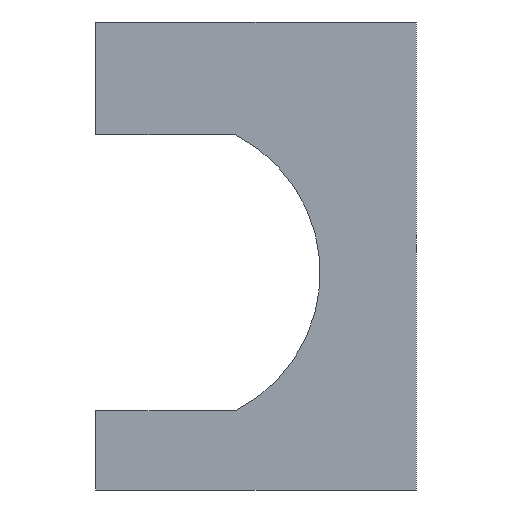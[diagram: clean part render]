
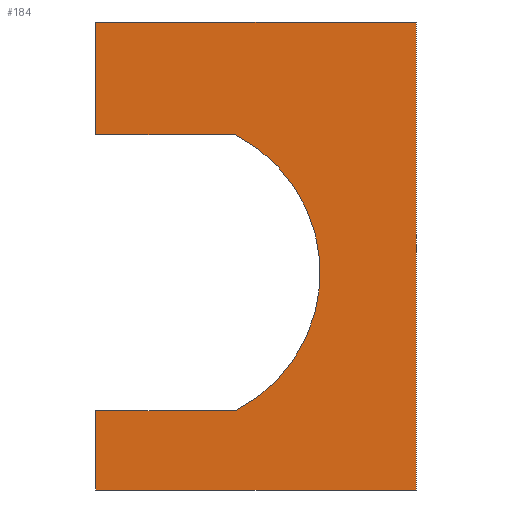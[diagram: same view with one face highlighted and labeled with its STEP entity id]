
A CAD part, left-side view. The second image highlights one B-rep face of the part: STEP entity #184.
In plain terms, the highlighted free-form (B-spline) face has degree [1, 1] with [2, 2] control points.
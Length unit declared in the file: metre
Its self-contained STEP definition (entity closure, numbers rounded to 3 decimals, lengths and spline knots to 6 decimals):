
#19=B_SPLINE_SURFACE_WITH_KNOTS('',1,1,((#306,#307),(#308,#309)),
 .PLANE_SURF.,.F.,.F.,.F.,(2,2),(2,2),(0.,1.),(0.,1.),.UNSPECIFIED.);
#24=LINE('',#252,#46);
#27=LINE('',#261,#49);
#30=LINE('',#270,#52);
#33=LINE('',#279,#55);
#36=LINE('',#288,#58);
#39=LINE('',#297,#61);
#42=LINE('',#305,#64);
#46=VECTOR('',#210,1.);
#49=VECTOR('',#213,1.);
#52=VECTOR('',#216,1.);
#55=VECTOR('',#219,1.);
#58=VECTOR('',#222,1.);
#61=VECTOR('',#225,1.);
#64=VECTOR('',#228,1.);
#97=ORIENTED_EDGE('',*,*,#115,.T.);
#98=ORIENTED_EDGE('',*,*,#136,.T.);
#99=ORIENTED_EDGE('',*,*,#133,.T.);
#100=ORIENTED_EDGE('',*,*,#130,.T.);
#101=ORIENTED_EDGE('',*,*,#127,.F.);
#102=ORIENTED_EDGE('',*,*,#124,.F.);
#103=ORIENTED_EDGE('',*,*,#121,.F.);
#104=ORIENTED_EDGE('',*,*,#118,.F.);
#115=EDGE_CURVE('',#140,#139,#154,.T.);
#118=EDGE_CURVE('',#140,#142,#24,.T.);
#121=EDGE_CURVE('',#142,#144,#27,.T.);
#124=EDGE_CURVE('',#144,#146,#30,.T.);
#127=EDGE_CURVE('',#146,#148,#33,.T.);
#130=EDGE_CURVE('',#150,#148,#36,.T.);
#133=EDGE_CURVE('',#152,#150,#39,.T.);
#136=EDGE_CURVE('',#139,#152,#42,.T.);
#139=VERTEX_POINT('',#242);
#140=VERTEX_POINT('',#244);
#142=VERTEX_POINT('',#253);
#144=VERTEX_POINT('',#262);
#146=VERTEX_POINT('',#271);
#148=VERTEX_POINT('',#280);
#150=VERTEX_POINT('',#289);
#152=VERTEX_POINT('',#298);
#154=CIRCLE('',#200,0.0185);
#163=EDGE_LOOP('',(#97,#98,#99,#100,#101,#102,#103,#104));
#173=FACE_BOUND('',#163,.T.);
#184=ADVANCED_FACE('',(#173),#19,.F.);
#200=AXIS2_PLACEMENT_3D('',#243,#206,#207);
#206=DIRECTION('',(1.,0.,0.));
#207=DIRECTION('',(0.,0.,-1.));
#210=DIRECTION('',(0.,1.,0.));
#213=DIRECTION('',(0.,0.,1.));
#216=DIRECTION('',(0.,-1.,0.));
#219=DIRECTION('',(0.,0.,-1.));
#222=DIRECTION('',(0.,-1.,0.));
#225=DIRECTION('',(0.,0.,-1.));
#228=DIRECTION('',(0.,1.,0.));
#242=CARTESIAN_POINT('',(-0.018213,0.021633,0.113495));
#243=CARTESIAN_POINT('',(-0.018213,0.03,0.129995));
#244=CARTESIAN_POINT('',(-0.018213,0.021633,0.146495));
#252=CARTESIAN_POINT('',(-0.018213,0.03,0.146495));
#253=CARTESIAN_POINT('',(-0.018213,0.038367,0.146495));
#261=CARTESIAN_POINT('',(-0.018213,0.038367,0.151243));
#262=CARTESIAN_POINT('',(-0.018213,0.038367,0.16));
#270=CARTESIAN_POINT('',(-0.018213,0.019183,0.16));
#271=CARTESIAN_POINT('',(-0.018213,0.,0.16));
#279=CARTESIAN_POINT('',(-0.018213,0.,0.102));
#280=CARTESIAN_POINT('',(-0.018213,0.,0.104));
#288=CARTESIAN_POINT('',(-0.018213,0.060002,0.104));
#289=CARTESIAN_POINT('',(-0.018213,0.038367,0.104));
#297=CARTESIAN_POINT('',(-0.018213,0.038367,0.108748));
#298=CARTESIAN_POINT('',(-0.018213,0.038367,0.113495));
#305=CARTESIAN_POINT('',(-0.018213,0.03,0.113495));
#306=CARTESIAN_POINT('',(-0.018213,-0.001918,0.1012));
#307=CARTESIAN_POINT('',(-0.018213,-0.001918,0.1628));
#308=CARTESIAN_POINT('',(-0.018213,0.040285,0.1012));
#309=CARTESIAN_POINT('',(-0.018213,0.040285,0.1628));
